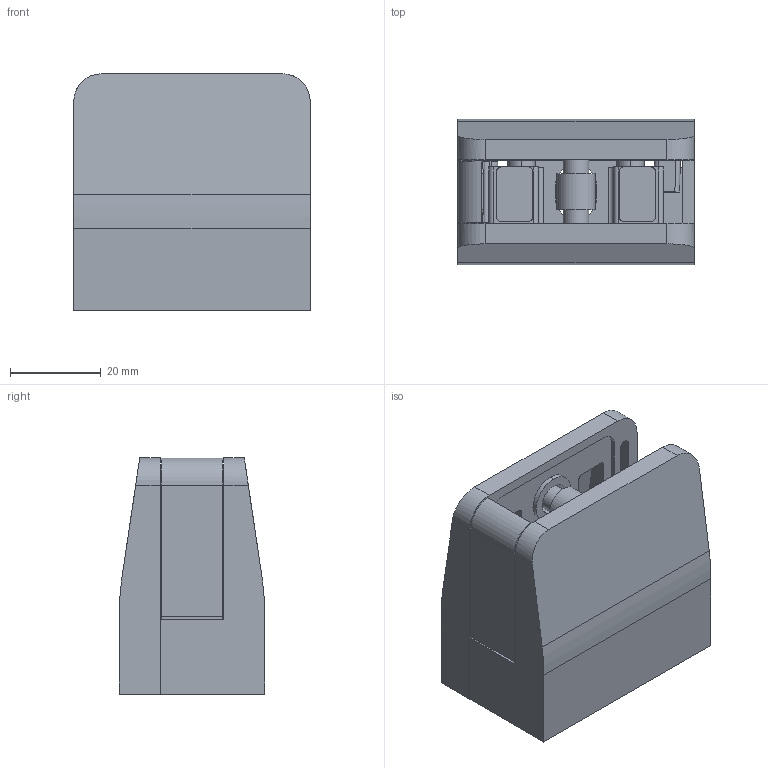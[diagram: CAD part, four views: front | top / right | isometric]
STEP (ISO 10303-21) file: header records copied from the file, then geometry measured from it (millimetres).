
FILE_DESCRIPTION (( 'STEP AP214' ), '1' );
FILE_NAME ('A-2600-000.STEP', '2022-12-12T12:31:55', ( '' ), ( '' ), 'SwSTEP 2.0', 'SolidWorks 2019', '' );
FILE_SCHEMA (( 'AUTOMOTIVE_DESIGN' ));
Length unit declared in the file: millimetre
Products named in the file (6): Skrutka DIN 7991_Skrutka M 6x 16; A-2600-000 P1_Vìchoz¡<Jako obrobenì>; A-2600-000 P4; A-2600-000; A-2600-000 P2; A-2600-000 P3_Vìchoz¡<Jako obrobenì>
Assembly tree (6 placements, depth 2):
  A-2600-000
    A-2600-000 P1_Vìchoz¡<Jako obrobenì>
    A-2600-000 P2
    A-2600-000 P3_Vìchoz¡<Jako obrobenì>
    A-2600-000 P4
    Skrutka DIN 7991_Skrutka M 6x 16  x2
Bounding box: 52 x 32 x 52 mm (x, y, z)
Volume: 40349.9 mm3; surface area: 26375.5 mm2
Topology: 10 solids, 10 shells, 678 faces, 1725 edges, 1124 vertices
Faces by surface type: plane 345, cylinder 159, bspline 142, cone 20, sphere 6, torus 6
Entity records: 29491 total; most frequent: CARTESIAN_POINT 14037, ORIENTED_EDGE 3358, DIRECTION 2669, EDGE_CURVE 1679, VERTEX_POINT 1102, VECTOR 1073, LINE 1073, AXIS2_PLACEMENT_3D 798
